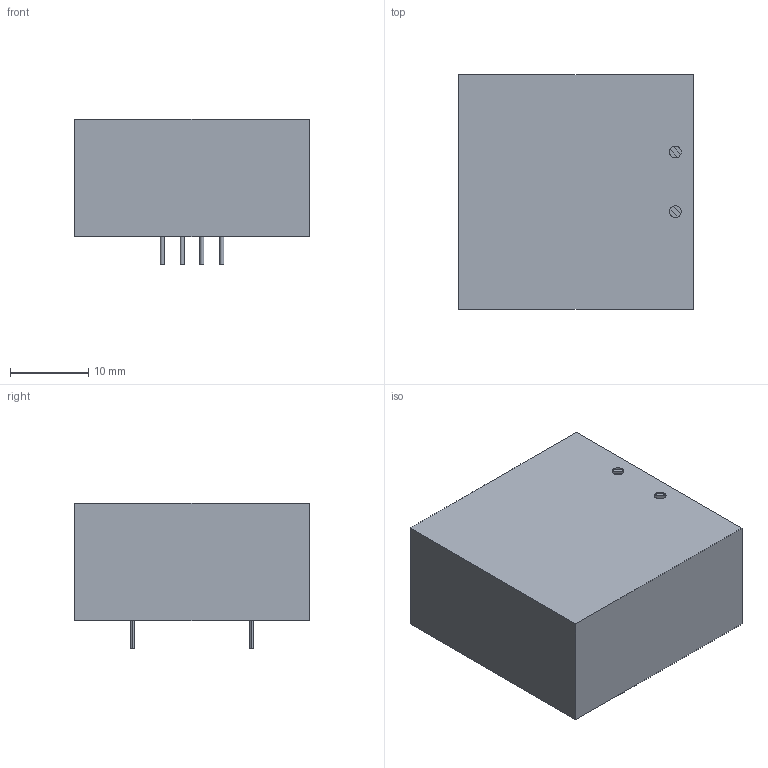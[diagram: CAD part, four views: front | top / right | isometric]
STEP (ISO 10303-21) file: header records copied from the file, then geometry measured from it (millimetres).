
FILE_DESCRIPTION((''),'2;1');
FILE_NAME('SENS_SOCLAIR_RTM60-A.stp','2010-12-08T17:54:36',(''),(''),'Mechanical Desktop 2011','Mechanical Desktop 2011',', , ');
FILE_SCHEMA(('AUTOMOTIVE_DESIGN { 1 2 10303 214 1 1 1 1 }'));
Length unit declared in the file: millimetre
Products named in the file (1): Product
Bounding box: 30 x 30 x 18.6 mm (x, y, z)
Volume: 13504.1 mm3; surface area: 3670.7 mm2
Topology: 11 solids, 11 shells, 60 faces, 108 edges, 72 vertices
Faces by surface type: plane 30, cylinder 24, bspline 6
Entity records: 1537 total; most frequent: DIRECTION 274, CARTESIAN_POINT 259, ORIENTED_EDGE 216, AXIS2_PLACEMENT_3D 111, EDGE_CURVE 108, VERTEX_POINT 72, EDGE_LOOP 62, FACE_OUTER_BOUND 60
